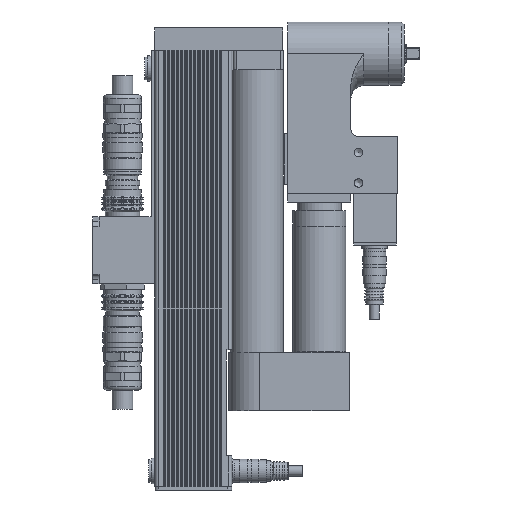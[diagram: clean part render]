
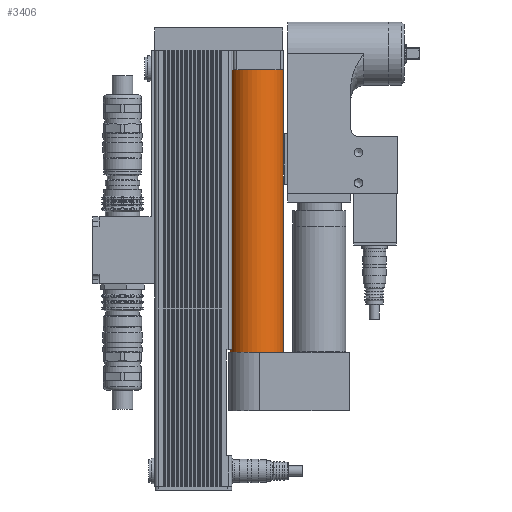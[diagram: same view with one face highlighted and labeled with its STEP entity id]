
A CAD part, left-side view. The second image highlights one B-rep face of the part: STEP entity #3406.
In plain terms, the highlighted cylindrical face has radius 21 mm (diameter 42 mm), a full revolution.
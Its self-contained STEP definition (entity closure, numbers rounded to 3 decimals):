
#2593=CARTESIAN_POINT('',(-21.0,-49.9,108.5));
#2594=VERTEX_POINT('',#2593);
#2595=CARTESIAN_POINT('',(0.,-49.9,108.5));
#2596=DIRECTION('',(0.0,0.0,1.0));
#2597=DIRECTION('',(1.0,0.0,0.0));
#2598=AXIS2_PLACEMENT_3D('',#2595,#2596,#2597);
#2599=CIRCLE('',#2598,21.0);
#2600=EDGE_CURVE('',#2594,#2594,#2599,.T.);
#2719=CARTESIAN_POINT('',(-21.0,-49.9,331.5));
#2720=VERTEX_POINT('',#2719);
#2767=CARTESIAN_POINT('',(0.,-28.9,331.5));
#2768=VERTEX_POINT('',#2767);
#2815=CARTESIAN_POINT('',(0.,-70.9,331.5));
#2816=VERTEX_POINT('',#2815);
#2863=CARTESIAN_POINT('',(21.0,-49.9,331.5));
#2864=VERTEX_POINT('',#2863);
#2865=CARTESIAN_POINT('',(0.,-49.9,331.5));
#2866=DIRECTION('',(0.0,0.0,-1.0));
#2867=DIRECTION('',(1.0,0.0,0.0));
#2868=AXIS2_PLACEMENT_3D('',#2865,#2866,#2867);
#2869=CIRCLE('',#2868,21.0);
#2870=EDGE_CURVE('',#2768,#2864,#2869,.T.);
#2920=CARTESIAN_POINT('',(0.,-49.9,331.5));
#2921=DIRECTION('',(0.0,0.0,-1.0));
#2922=DIRECTION('',(1.0,0.0,0.0));
#2923=AXIS2_PLACEMENT_3D('',#2920,#2921,#2922);
#2924=CIRCLE('',#2923,21.0);
#2925=EDGE_CURVE('',#2720,#2768,#2924,.T.);
#2968=CARTESIAN_POINT('',(0.,-49.9,331.5));
#2969=DIRECTION('',(0.0,0.0,-1.0));
#2970=DIRECTION('',(1.0,0.0,0.0));
#2971=AXIS2_PLACEMENT_3D('',#2968,#2969,#2970);
#2972=CIRCLE('',#2971,21.0);
#2973=EDGE_CURVE('',#2816,#2720,#2972,.T.);
#2991=CARTESIAN_POINT('',(0.,-49.9,331.5));
#2992=DIRECTION('',(0.0,0.0,-1.0));
#2993=DIRECTION('',(1.0,0.0,0.0));
#2994=AXIS2_PLACEMENT_3D('',#2991,#2992,#2993);
#2995=CIRCLE('',#2994,21.0);
#2996=EDGE_CURVE('',#2864,#2816,#2995,.T.);
#3392=CARTESIAN_POINT('',(0.,-49.9,346.5));
#3393=DIRECTION('',(0.0,0.0,-1.0));
#3394=DIRECTION('',(1.0,0.0,0.0));
#3395=AXIS2_PLACEMENT_3D('',#3392,#3393,#3394);
#3396=CYLINDRICAL_SURFACE('',#3395,21.0);
#3397=ORIENTED_EDGE('',*,*,#2996,.T.);
#3398=ORIENTED_EDGE('',*,*,#2973,.T.);
#3399=ORIENTED_EDGE('',*,*,#2925,.T.);
#3400=ORIENTED_EDGE('',*,*,#2870,.T.);
#3401=EDGE_LOOP('',(#3397,#3398,#3399,#3400));
#3402=FACE_OUTER_BOUND('',#3401,.T.);
#3403=ORIENTED_EDGE('',*,*,#2600,.T.);
#3404=EDGE_LOOP('',(#3403));
#3405=FACE_BOUND('',#3404,.T.);
#3406=ADVANCED_FACE('',(#3402,#3405),#3396,.T.);
